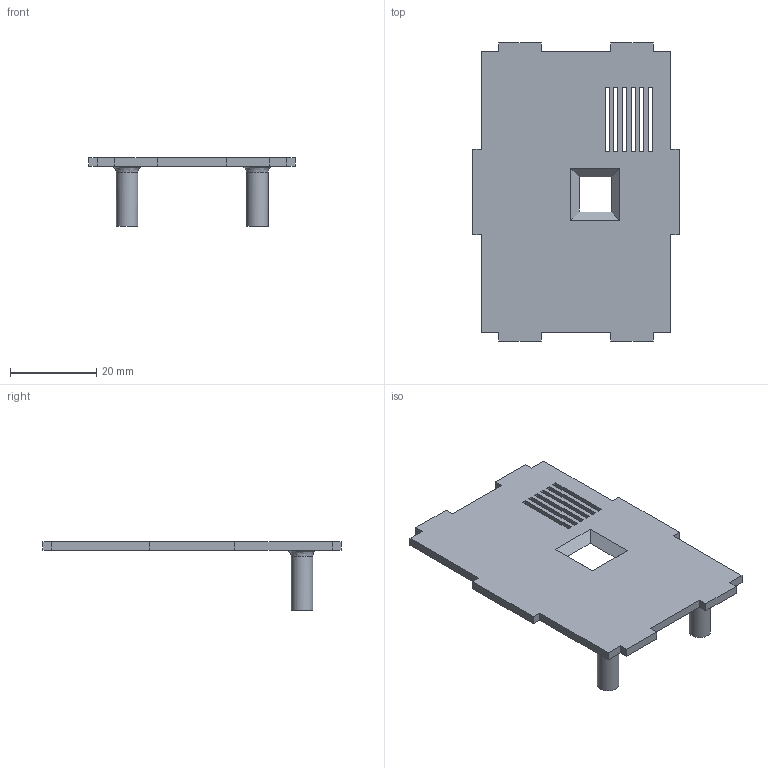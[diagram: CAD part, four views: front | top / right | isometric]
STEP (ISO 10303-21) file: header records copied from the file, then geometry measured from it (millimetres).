
FILE_DESCRIPTION(/* description */ (''),/* implementation_level */ '2;1');
FILE_NAME(/* name */ 'lid-0_05.step',/* time_stamp */ '2025-07-01T21:35:16+02:00',/* author */ (''),/* organization */ (''),/* preprocessor_version */ 'ST-DEVELOPER v20.1',/* originating_system */ 'Autodesk Translation Framework v14.10.0.0',/* authorisation */ '');
FILE_SCHEMA (('AUTOMOTIVE_DESIGN { 1 0 10303 214 3 1 1 }'));
Length unit declared in the file: millimetre
Products named in the file (1): 2025-06-07-15-50-00-569
Bounding box: 47.97 x 69.22 x 16 mm (x, y, z)
Volume: 6033.8 mm3; surface area: 7327.9 mm2
Topology: 1 solids, 1 shells, 68 faces, 184 edges, 122 vertices
Faces by surface type: plane 62, cylinder 4, bspline 2
Full cylindrical faces by diameter (mm): 3 x2, 5 x2
Entity records: 2390 total; most frequent: CARTESIAN_POINT 635, ORIENTED_EDGE 368, DIRECTION 318, EDGE_CURVE 184, LINE 172, VECTOR 172, VERTEX_POINT 122, EDGE_LOOP 86
